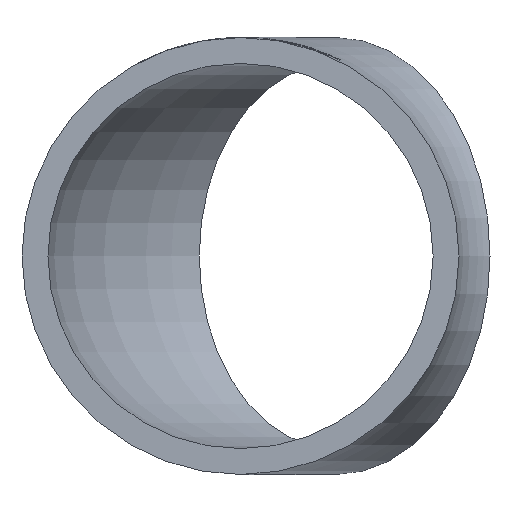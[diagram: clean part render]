
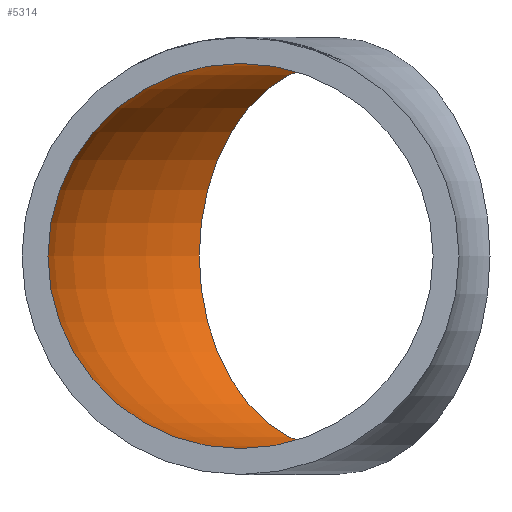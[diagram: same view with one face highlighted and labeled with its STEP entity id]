
A CAD part, front view. The second image highlights one B-rep face of the part: STEP entity #5314.
In plain terms, the highlighted toroidal (fillet/blend) face has major radius 25 mm and minor radius 14.85 mm.
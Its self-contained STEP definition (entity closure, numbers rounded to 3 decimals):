
#18 = VERTEX_POINT ( 'NONE', #8332 ) ;
#571 = FACE_OUTER_BOUND ( 'NONE', #17276, .T. ) ;
#1418 = CIRCLE ( 'NONE', #2308, 14.85 ) ;
#1706 = ORIENTED_EDGE ( 'NONE', *, *, #6983, .F. ) ;
#2308 = AXIS2_PLACEMENT_3D ( 'NONE', #2852, #11143, #2760 ) ;
#2760 = DIRECTION ( 'NONE',  ( 0., 0., 1. ) ) ;
#2852 = CARTESIAN_POINT ( 'NONE',  ( -25., 0., 0. ) ) ;
#3484 = AXIS2_PLACEMENT_3D ( 'NONE', #11084, #16411, #9710 ) ;
#3534 = ORIENTED_EDGE ( 'NONE', *, *, #10472, .T. ) ;
#4017 = EDGE_LOOP ( 'NONE', ( #3534 ) ) ;
#5314 = ADVANCED_FACE ( 'NONE', ( #17581, #571 ), #11066, .F. ) ;
#6210 = DIRECTION ( 'NONE',  ( -1., 0., 0. ) ) ;
#6983 = EDGE_CURVE ( 'NONE', #12736, #12736, #1418, .T. ) ;
#8332 = CARTESIAN_POINT ( 'NONE',  ( -28.178, 28.178, 0. ) ) ;
#9704 = CARTESIAN_POINT ( 'NONE',  ( -25., 0., 14.85 ) ) ;
#9710 = DIRECTION ( 'NONE',  ( -0.707, 0.707, 0. ) ) ;
#9936 = CIRCLE ( 'NONE', #3484, 14.85 ) ;
#10472 = EDGE_CURVE ( 'NONE', #18, #18, #9936, .T. ) ;
#11066 = TOROIDAL_SURFACE ( 'NONE', #17812, 25., 14.85 ) ;
#11084 = CARTESIAN_POINT ( 'NONE',  ( -17.678, 17.678, 0. ) ) ;
#11143 = DIRECTION ( 'NONE',  ( 0., 1., 0. ) ) ;
#12085 = DIRECTION ( 'NONE',  ( 0., 0., -1. ) ) ;
#12736 = VERTEX_POINT ( 'NONE', #9704 ) ;
#13556 = CARTESIAN_POINT ( 'NONE',  ( 0., 0., 0. ) ) ;
#16411 = DIRECTION ( 'NONE',  ( 0.707, 0.707, 0. ) ) ;
#17276 = EDGE_LOOP ( 'NONE', ( #1706 ) ) ;
#17581 = FACE_OUTER_BOUND ( 'NONE', #4017, .T. ) ;
#17812 = AXIS2_PLACEMENT_3D ( 'NONE', #13556, #12085, #6210 ) ;
